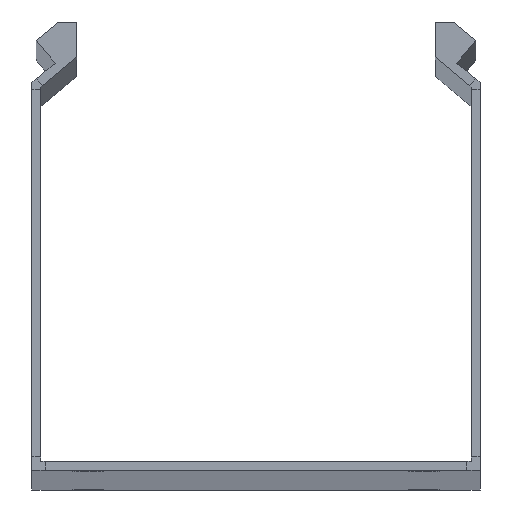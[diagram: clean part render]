
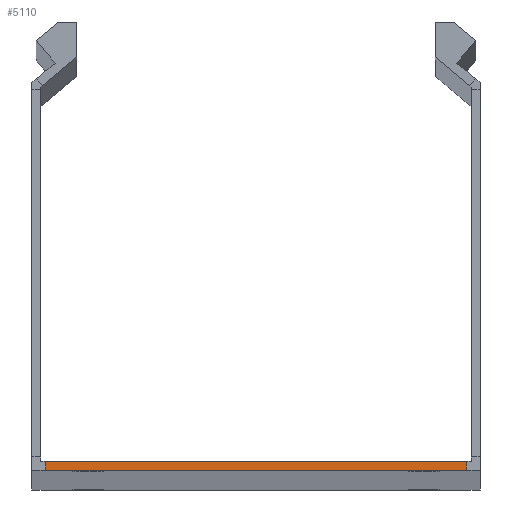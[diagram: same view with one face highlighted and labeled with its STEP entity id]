
A CAD part, top view. The second image highlights one B-rep face of the part: STEP entity #5110.
In plain terms, the highlighted planar face has unit normal (0, 0, 1).
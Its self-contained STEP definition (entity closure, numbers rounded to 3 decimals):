
#156 = CARTESIAN_POINT ( 'NONE',  ( 47., 2., 1250. ) ) ;
#217 = DIRECTION ( 'NONE',  ( 0., 1., 0. ) ) ;
#262 = AXIS2_PLACEMENT_3D ( 'NONE', #1674, #286, #5336 ) ;
#286 = DIRECTION ( 'NONE',  ( 0., 0., 1. ) ) ;
#897 = EDGE_CURVE ( 'NONE', #5745, #1951, #5686, .T. ) ;
#1081 = VECTOR ( 'NONE', #2815, 1000. ) ;
#1258 = EDGE_CURVE ( 'NONE', #1951, #5594, #3375, .T. ) ;
#1654 = ORIENTED_EDGE ( 'NONE', *, *, #5428, .F. ) ;
#1674 = CARTESIAN_POINT ( 'NONE',  ( 48., 3., 1250. ) ) ;
#1885 = CARTESIAN_POINT ( 'NONE',  ( -50., 0., 1250. ) ) ;
#1951 = VERTEX_POINT ( 'NONE', #156 ) ;
#2078 = LINE ( 'NONE', #5000, #5319 ) ;
#2126 = ORIENTED_EDGE ( 'NONE', *, *, #4119, .T. ) ;
#2448 = CARTESIAN_POINT ( 'NONE',  ( -50., 2., 1250. ) ) ;
#2590 = PLANE ( 'NONE',  #262 ) ;
#2815 = DIRECTION ( 'NONE',  ( -1., 0., 0. ) ) ;
#3069 = CARTESIAN_POINT ( 'NONE',  ( 47., 0., 1250. ) ) ;
#3375 = LINE ( 'NONE', #2448, #3441 ) ;
#3441 = VECTOR ( 'NONE', #5637, 1000. ) ;
#3542 = LINE ( 'NONE', #1885, #1081 ) ;
#3862 = VERTEX_POINT ( 'NONE', #4312 ) ;
#4119 = EDGE_CURVE ( 'NONE', #5594, #3862, #2078, .T. ) ;
#4261 = EDGE_LOOP ( 'NONE', ( #1654, #4737, #4303, #2126 ) ) ;
#4303 = ORIENTED_EDGE ( 'NONE', *, *, #1258, .T. ) ;
#4312 = CARTESIAN_POINT ( 'NONE',  ( -47., 0., 1250. ) ) ;
#4347 = VECTOR ( 'NONE', #217, 1000. ) ;
#4491 = CARTESIAN_POINT ( 'NONE',  ( 47., 0., 1250. ) ) ;
#4737 = ORIENTED_EDGE ( 'NONE', *, *, #897, .T. ) ;
#4952 = FACE_OUTER_BOUND ( 'NONE', #4261, .T. ) ;
#5000 = CARTESIAN_POINT ( 'NONE',  ( -47., 2., 1250. ) ) ;
#5110 = ADVANCED_FACE ( 'NONE', ( #4952 ), #2590, .T. ) ;
#5319 = VECTOR ( 'NONE', #5849, 1000. ) ;
#5336 = DIRECTION ( 'NONE',  ( 1., 0., 0. ) ) ;
#5428 = EDGE_CURVE ( 'NONE', #5745, #3862, #3542, .T. ) ;
#5594 = VERTEX_POINT ( 'NONE', #5707 ) ;
#5637 = DIRECTION ( 'NONE',  ( -1., 0., 0. ) ) ;
#5686 = LINE ( 'NONE', #4491, #4347 ) ;
#5707 = CARTESIAN_POINT ( 'NONE',  ( -47., 2., 1250. ) ) ;
#5745 = VERTEX_POINT ( 'NONE', #3069 ) ;
#5849 = DIRECTION ( 'NONE',  ( 0., -1., 0. ) ) ;
